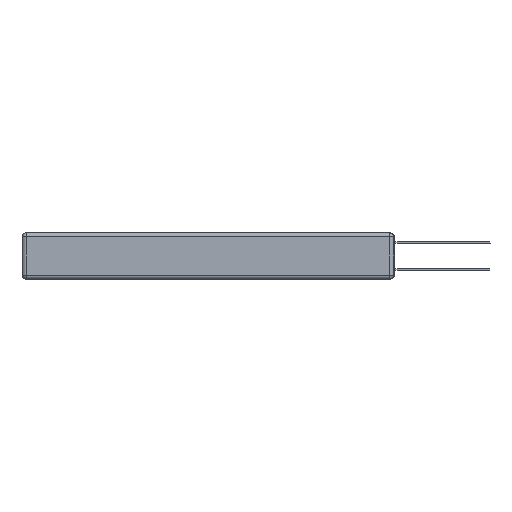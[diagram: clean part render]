
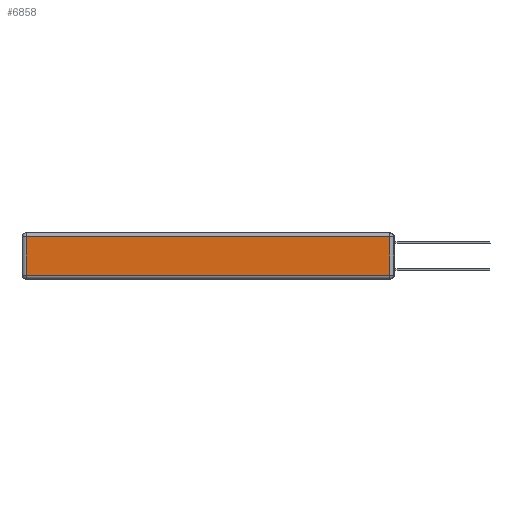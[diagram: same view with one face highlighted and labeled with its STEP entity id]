
A CAD part, left-side view. The second image highlights one B-rep face of the part: STEP entity #6858.
In plain terms, the highlighted planar face has unit normal (-1, 0, 0).
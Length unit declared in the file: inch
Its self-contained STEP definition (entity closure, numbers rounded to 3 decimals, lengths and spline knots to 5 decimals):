
#243 = VECTOR ( 'NONE', #14235, 39.37008 ) ;
#351 = DIRECTION ( 'NONE',  ( 0., 0., 1. ) ) ;
#701 = EDGE_CURVE ( 'NONE', #10812, #10250, #13878, .T. ) ;
#1331 = CARTESIAN_POINT ( 'NONE',  ( 0., 2.72, -0.343 ) ) ;
#1745 = EDGE_LOOP ( 'NONE', ( #13659, #12652, #4744, #19727 ) ) ;
#2546 = DIRECTION ( 'NONE',  ( 0., -1., 0. ) ) ;
#4739 = EDGE_CURVE ( 'NONE', #15838, #10812, #14788, .T. ) ;
#4744 = ORIENTED_EDGE ( 'NONE', *, *, #4739, .T. ) ;
#5206 = DIRECTION ( 'NONE',  ( 0., 0., 1. ) ) ;
#6858 = ADVANCED_FACE ( 'NONE', ( #7585 ), #18223, .T. ) ;
#7151 = AXIS2_PLACEMENT_3D ( 'NONE', #9949, #8381, #351 ) ;
#7556 = CARTESIAN_POINT ( 'NONE',  ( 0., 2.75, -0.03 ) ) ;
#7585 = FACE_OUTER_BOUND ( 'NONE', #1745, .T. ) ;
#7921 = VECTOR ( 'NONE', #19022, 39.37008 ) ;
#8255 = VECTOR ( 'NONE', #5206, 39.37008 ) ;
#8381 = DIRECTION ( 'NONE',  ( -1., 0., 0. ) ) ;
#9022 = CARTESIAN_POINT ( 'NONE',  ( 0., 0., -0.313 ) ) ;
#9736 = CARTESIAN_POINT ( 'NONE',  ( 0., 0.03, -0.03 ) ) ;
#9820 = CARTESIAN_POINT ( 'NONE',  ( 0., 0.03, -0.343 ) ) ;
#9949 = CARTESIAN_POINT ( 'NONE',  ( 0., 0., -0.343 ) ) ;
#10025 = LINE ( 'NONE', #9820, #8255 ) ;
#10250 = VERTEX_POINT ( 'NONE', #10746 ) ;
#10746 = CARTESIAN_POINT ( 'NONE',  ( 0., 2.72, -0.313 ) ) ;
#10812 = VERTEX_POINT ( 'NONE', #19737 ) ;
#12652 = ORIENTED_EDGE ( 'NONE', *, *, #19410, .T. ) ;
#13659 = ORIENTED_EDGE ( 'NONE', *, *, #20131, .T. ) ;
#13878 = LINE ( 'NONE', #1331, #243 ) ;
#14235 = DIRECTION ( 'NONE',  ( 0., 0., -1. ) ) ;
#14788 = LINE ( 'NONE', #7556, #7921 ) ;
#15838 = VERTEX_POINT ( 'NONE', #9736 ) ;
#16328 = VECTOR ( 'NONE', #2546, 39.37008 ) ;
#18223 = PLANE ( 'NONE',  #7151 ) ;
#18366 = LINE ( 'NONE', #9022, #16328 ) ;
#19022 = DIRECTION ( 'NONE',  ( 0., 1., 0. ) ) ;
#19405 = VERTEX_POINT ( 'NONE', #19643 ) ;
#19410 = EDGE_CURVE ( 'NONE', #19405, #15838, #10025, .T. ) ;
#19643 = CARTESIAN_POINT ( 'NONE',  ( 0., 0.03, -0.313 ) ) ;
#19727 = ORIENTED_EDGE ( 'NONE', *, *, #701, .T. ) ;
#19737 = CARTESIAN_POINT ( 'NONE',  ( 0., 2.72, -0.03 ) ) ;
#20131 = EDGE_CURVE ( 'NONE', #10250, #19405, #18366, .T. ) ;
